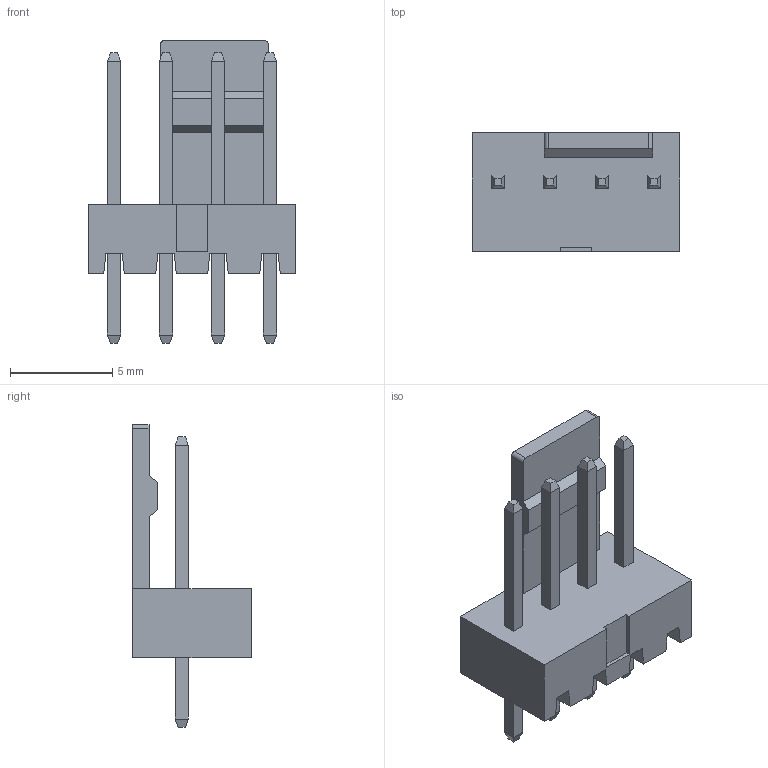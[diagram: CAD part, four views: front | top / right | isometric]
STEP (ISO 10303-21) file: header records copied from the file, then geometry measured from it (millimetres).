
FILE_DESCRIPTION (( 'STEP AP214' ), '1' );
FILE_NAME ('FWF25410-S04S22W1B-REF.STEP', '2025-08-28T03:06:50', ( '' ), ( '' ), 'SwSTEP 2.0', 'SolidWorks 2021', '' );
FILE_SCHEMA (( 'AUTOMOTIVE_DESIGN' ));
Length unit declared in the file: millimetre
Products named in the file (1): FWF25410-S04S22W1B-REF
Bounding box: 10.16 x 5.8 x 14.8 mm (x, y, z)
Volume: 234 mm3; surface area: 479.4 mm2
Topology: 1 solids, 1 shells, 108 faces, 262 edges, 164 vertices
Faces by surface type: plane 106, cylinder 2
Entity records: 3088 total; most frequent: CARTESIAN_POINT 535, ORIENTED_EDGE 524, DIRECTION 484, EDGE_CURVE 262, LINE 258, VECTOR 258, VERTEX_POINT 164, EDGE_LOOP 116
